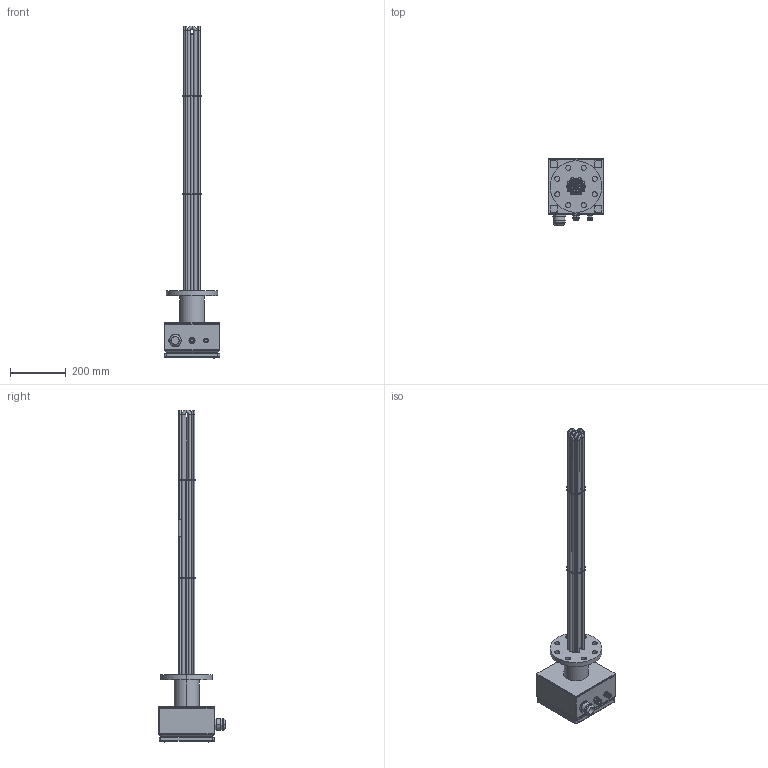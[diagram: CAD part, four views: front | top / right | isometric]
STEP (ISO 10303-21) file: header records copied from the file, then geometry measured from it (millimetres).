
FILE_DESCRIPTION (( 'STEP AP214' ), '1' );
FILE_NAME ('180006 - SSFHK 24 kW DN65 ET 950 STEP.STEP', '2021-11-09T10:45:22', ( '' ), ( '' ), 'SwSTEP 2.0', 'SolidWorks 2021', '' );
FILE_SCHEMA (( 'AUTOMOTIVE_DESIGN' ));
Length unit declared in the file: millimetre
Products named in the file (22): WB 10er^Fühlerschutzrohre_SSFHK; Flansch^SSFHK_DN65 - 6 RHK; Anschlusskastenplatte^SSFHK_200; RHK^Rohrheizkörper_SSFHK_ET 950; 180006 - SSFHK 24 kW DN65 ET 950 STEP; KV M40 WT MS^Kabelverschraubung_SSFHK; Kühlstrecke^SSFHK_DN80; KV M20 WT MS^Kabelverschraubung_SSFHK; Distanzscheiben^SSFHK_DN65 - 6 RHK; STB TF^Fühlerschutzrohre_SSFHK_950 mm; Rohrheizkörper^SSFHK_DN65 - 6 RHK - 950 mm; FSR STB^Fühlerschutzrohre_SSFHK; SCREW^AK 200x200x120_Anschlusskasten_SSFHK; Anschlusskasten^SSFHK_200x200x120; VM^SSFHK_DN65 - 6 RHK - 950mm; Fühlerschutzrohre^SSFHK_DN65 - 950 mm; Messingbrücken^SSFHK_TYP B - DN65 - 6 RHK; KV M16 WT MS^Kabelverschraubung_SSFHK; AK 200x200x120^Anschlusskasten_SSFHK; DECKEL^AK 200x200x120_Anschlusskasten_SSFHK; Kabelverschraubung^SSFHK_M40+M20+M16; BODY^AK 200x200x120_Anschlusskasten_SSFHK
Assembly tree (30 placements, depth 4):
  180006 - SSFHK 24 kW DN65 ET 950 STEP
    Flansch^SSFHK_DN65 - 6 RHK
    Rohrheizkörper^SSFHK_DN65 - 6 RHK - 950 mm
      RHK^Rohrheizkörper_SSFHK_ET 950  x6
    Distanzscheiben^SSFHK_DN65 - 6 RHK  x2
    Kühlstrecke^SSFHK_DN80
    Anschlusskastenplatte^SSFHK_200
    Fühlerschutzrohre^SSFHK_DN65 - 950 mm
      FSR STB^Fühlerschutzrohre_SSFHK
      STB TF^Fühlerschutzrohre_SSFHK_950 mm
      WB 10er^Fühlerschutzrohre_SSFHK
    Anschlusskasten^SSFHK_200x200x120
      AK 200x200x120^Anschlusskasten_SSFHK
        BODY^AK 200x200x120_Anschlusskasten_SSFHK
        DECKEL^AK 200x200x120_Anschlusskasten_SSFHK
        SCREW^AK 200x200x120_Anschlusskasten_SSFHK  x4
    Kabelverschraubung^SSFHK_M40+M20+M16
      KV M16 WT MS^Kabelverschraubung_SSFHK
      KV M20 WT MS^Kabelverschraubung_SSFHK
      KV M40 WT MS^Kabelverschraubung_SSFHK
    Messingbrücken^SSFHK_TYP B - DN65 - 6 RHK
    VM^SSFHK_DN65 - 6 RHK - 950mm
Bounding box: 200 x 238.43 x 1190.75 mm (x, y, z)
Volume: 1354825.4 mm3; surface area: 1353077.5 mm2
Topology: 31 solids, 35 shells, 1695 faces, 4382 edges, 2814 vertices
Faces by surface type: cylinder 954, plane 437, torus 190, cone 96, sphere 16, bspline 2
Entity records: 34794 total; most frequent: CARTESIAN_POINT 6541, DIRECTION 6056, ORIENTED_EDGE 5464, EDGE_CURVE 2732, AXIS2_PLACEMENT_3D 2408, VERTEX_POINT 1769, CIRCLE 1330, EDGE_LOOP 1249
